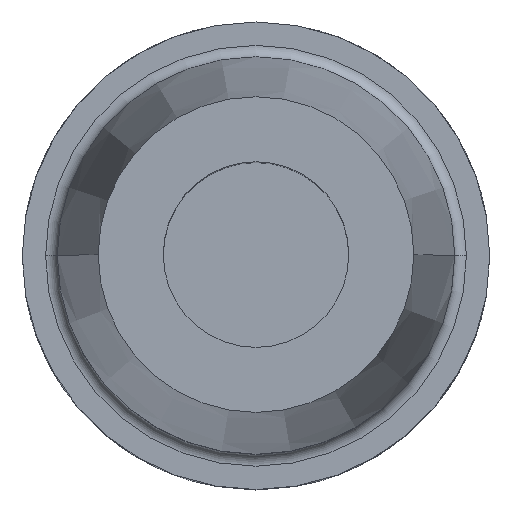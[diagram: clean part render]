
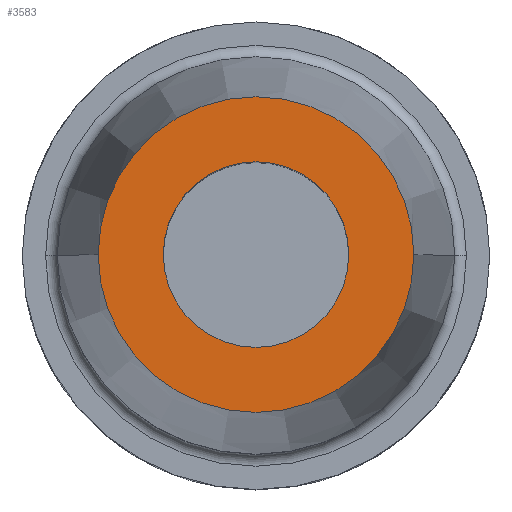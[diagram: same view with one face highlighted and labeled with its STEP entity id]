
A CAD part, top view. The second image highlights one B-rep face of the part: STEP entity #3583.
In plain terms, the highlighted planar face has unit normal (0, 0, 1).
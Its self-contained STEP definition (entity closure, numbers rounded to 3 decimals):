
#102 = FACE_OUTER_BOUND ( 'NONE', #2254, .T. ) ;
#196 = AXIS2_PLACEMENT_3D ( 'NONE', #4285, #3593, #1099 ) ;
#344 = EDGE_CURVE ( 'NONE', #3030, #2239, #3704, .T. ) ;
#423 = DIRECTION ( 'NONE',  ( 0., 0., -1. ) ) ;
#430 = EDGE_LOOP ( 'NONE', ( #1363, #3611 ) ) ;
#435 = ORIENTED_EDGE ( 'NONE', *, *, #614, .F. ) ;
#614 = EDGE_CURVE ( 'NONE', #2239, #3030, #630, .T. ) ;
#630 = CIRCLE ( 'NONE', #196, 13.5 ) ;
#648 = ORIENTED_EDGE ( 'NONE', *, *, #344, .F. ) ;
#829 = CARTESIAN_POINT ( 'NONE',  ( 0., 13.5, 80. ) ) ;
#898 = CARTESIAN_POINT ( 'NONE',  ( 7.937, 0., 80. ) ) ;
#1081 = AXIS2_PLACEMENT_3D ( 'NONE', #3699, #1583, #4061 ) ;
#1099 = DIRECTION ( 'NONE',  ( -1., 0., 0. ) ) ;
#1176 = AXIS2_PLACEMENT_3D ( 'NONE', #829, #3342, #1203 ) ;
#1203 = DIRECTION ( 'NONE',  ( 1., 0., 0. ) ) ;
#1363 = ORIENTED_EDGE ( 'NONE', *, *, #3215, .T. ) ;
#1583 = DIRECTION ( 'NONE',  ( 0., 0., -1. ) ) ;
#1702 = DIRECTION ( 'NONE',  ( -1., 0., 0. ) ) ;
#2047 = AXIS2_PLACEMENT_3D ( 'NONE', #2573, #423, #2909 ) ;
#2057 = CARTESIAN_POINT ( 'NONE',  ( 0., 0., 80. ) ) ;
#2239 = VERTEX_POINT ( 'NONE', #2690 ) ;
#2254 = EDGE_LOOP ( 'NONE', ( #435, #648 ) ) ;
#2303 = VERTEX_POINT ( 'NONE', #898 ) ;
#2573 = CARTESIAN_POINT ( 'NONE',  ( 0., 0., 80. ) ) ;
#2690 = CARTESIAN_POINT ( 'NONE',  ( -13.5, 0., 80. ) ) ;
#2909 = DIRECTION ( 'NONE',  ( -1., 0., 0. ) ) ;
#2915 = VERTEX_POINT ( 'NONE', #3417 ) ;
#2933 = FACE_BOUND ( 'NONE', #430, .T. ) ;
#2969 = PLANE ( 'NONE',  #1176 ) ;
#2988 = CIRCLE ( 'NONE', #1081, 7.937 ) ;
#3030 = VERTEX_POINT ( 'NONE', #3178 ) ;
#3178 = CARTESIAN_POINT ( 'NONE',  ( 13.5, 0., 80. ) ) ;
#3215 = EDGE_CURVE ( 'NONE', #2915, #2303, #3395, .T. ) ;
#3342 = DIRECTION ( 'NONE',  ( 0., 0., 1. ) ) ;
#3395 = CIRCLE ( 'NONE', #2047, 7.937 ) ;
#3417 = CARTESIAN_POINT ( 'NONE',  ( -7.937, 0., 80. ) ) ;
#3583 = ADVANCED_FACE ( 'NONE', ( #2933, #102 ), #2969, .T. ) ;
#3593 = DIRECTION ( 'NONE',  ( 0., 0., -1. ) ) ;
#3611 = ORIENTED_EDGE ( 'NONE', *, *, #4503, .T. ) ;
#3699 = CARTESIAN_POINT ( 'NONE',  ( 0., 0., 80. ) ) ;
#3704 = CIRCLE ( 'NONE', #4339, 13.5 ) ;
#4061 = DIRECTION ( 'NONE',  ( -1., 0., 0. ) ) ;
#4167 = DIRECTION ( 'NONE',  ( 0., 0., -1. ) ) ;
#4285 = CARTESIAN_POINT ( 'NONE',  ( 0., 0., 80. ) ) ;
#4339 = AXIS2_PLACEMENT_3D ( 'NONE', #2057, #4167, #1702 ) ;
#4503 = EDGE_CURVE ( 'NONE', #2303, #2915, #2988, .T. ) ;
